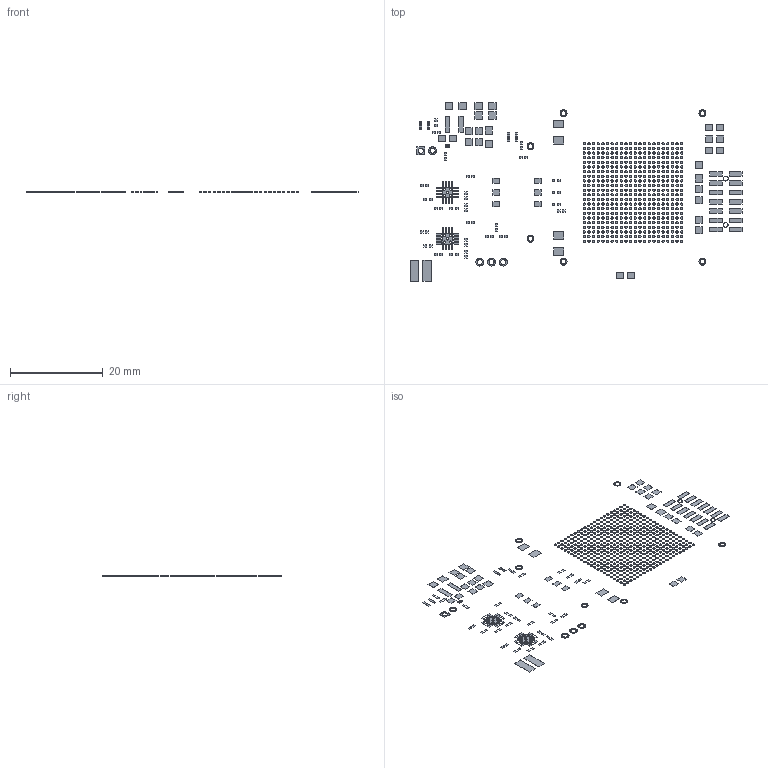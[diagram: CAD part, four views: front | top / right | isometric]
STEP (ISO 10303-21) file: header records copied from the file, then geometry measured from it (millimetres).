
FILE_DESCRIPTION(('None'),'2;1');
FILE_NAME('MIB_Module_CopperTop.step', '', (' '), ('Mentor Graphics'), '', 'Expedition PCB', ' ');
FILE_SCHEMA(('CONFIG_CONTROL_DESIGN'));
Length unit declared in the file: millimetre
Products named in the file (1): MIB_Module_CopperTop
Bounding box: 71.59 x 38.59 x 0.04 mm (x, y, z)
Volume: 10.4 mm3; surface area: 644.8 mm2
Topology: 661 solids, 661 shells, 3016 faces, 5082 edges, 3388 vertices
Faces by surface type: plane 1926, cylinder 1090
Entity records: 65500 total; most frequent: DIRECTION 13296, ORIENTED_EDGE 10164, CARTESIAN_POINT 5569, AXIS2_PLACEMENT_3D 5197, EDGE_CURVE 5082, VERTEX_POINT 3388, EDGE_LOOP 3062, ADVANCED_FACE 3016
